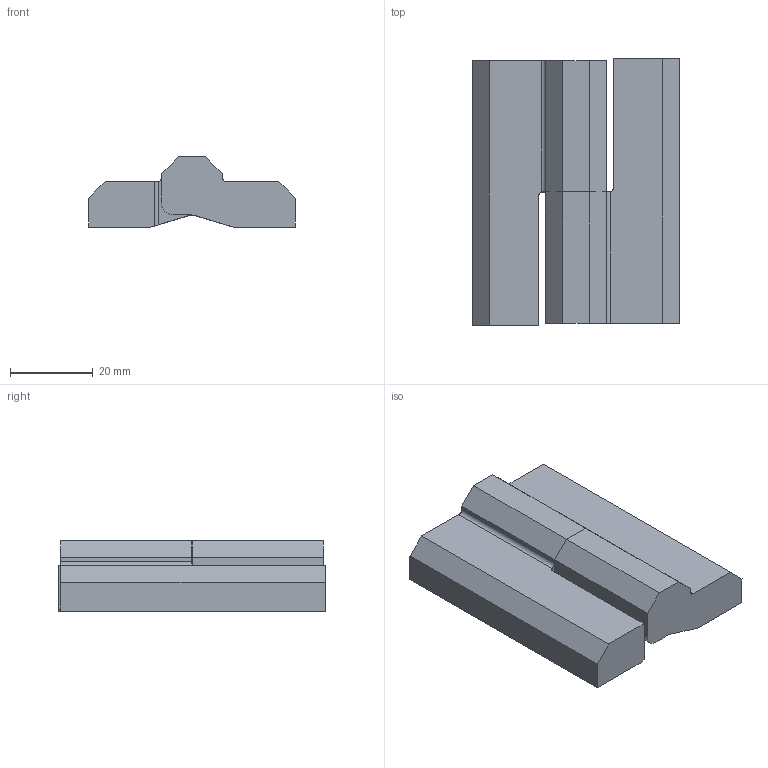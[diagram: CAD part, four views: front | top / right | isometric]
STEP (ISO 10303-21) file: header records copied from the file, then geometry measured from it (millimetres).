
FILE_DESCRIPTION(('STEP AP214'),'1');
FILE_NAME('699.1.2.2.001..step','2012-12-19T09:22:06',(' '),(' '),'Spatial InterOp 3D',' ',' ');
FILE_SCHEMA(('automotive_design'));
Length unit declared in the file: millimetre
Products named in the file (3): _488; _33
Bounding box: 50 x 64.5 x 17 mm (x, y, z)
Volume: 24252.1 mm3; surface area: 16552.5 mm2
Topology: 3 solids, 3 shells, 212 faces, 534 edges, 338 vertices
Faces by surface type: plane 130, cylinder 48, extrusion 14, cone 8, sphere 8, torus 4
Full cylindrical faces by diameter (mm): 4.2 x4, 6 x2, 6.2 x2
Entity records: 8858 total; most frequent: CARTESIAN_POINT 2121, ORIENTED_EDGE 1020, DIRECTION 1000, EDGE_CURVE 510, VECTOR 366, LINE 352, VERTEX_POINT 338, AXIS2_PLACEMENT_3D 317
